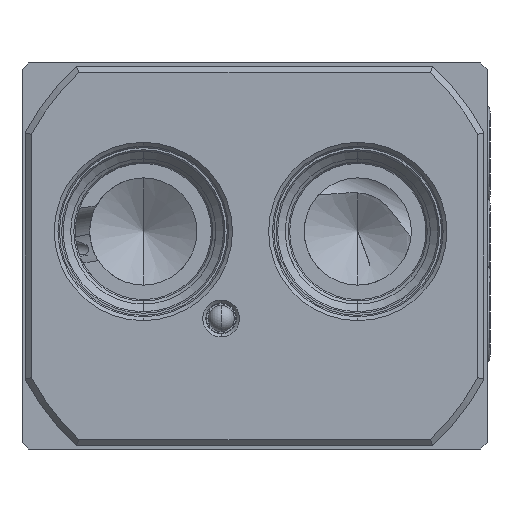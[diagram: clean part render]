
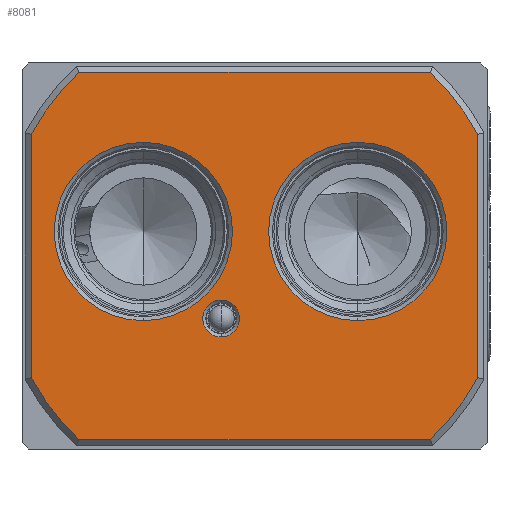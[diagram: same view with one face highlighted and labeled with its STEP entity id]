
A CAD part, left-side view. The second image highlights one B-rep face of the part: STEP entity #8081.
In plain terms, the highlighted planar face has unit normal (-1, 0, 0).
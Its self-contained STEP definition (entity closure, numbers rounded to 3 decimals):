
#101 = DIRECTION ( 'NONE',  ( 0., -1., 0. ) ) ;
#466 = DIRECTION ( 'NONE',  ( 0., 0., 1. ) ) ;
#673 = ORIENTED_EDGE ( 'NONE', *, *, #9652, .F. ) ;
#679 = AXIS2_PLACEMENT_3D ( 'NONE', #10859, #2709, #4374 ) ;
#994 = CARTESIAN_POINT ( 'NONE',  ( -70.1, 0., 0. ) ) ;
#1308 = EDGE_LOOP ( 'NONE', ( #4587, #2388 ) ) ;
#1402 = ORIENTED_EDGE ( 'NONE', *, *, #4551, .T. ) ;
#1560 = AXIS2_PLACEMENT_3D ( 'NONE', #4968, #19915, #16552 ) ;
#1840 = DIRECTION ( 'NONE',  ( 0., 0., 1. ) ) ;
#1895 = CARTESIAN_POINT ( 'NONE',  ( -70.1, -16.85, 4. ) ) ;
#2141 = ORIENTED_EDGE ( 'NONE', *, *, #16742, .T. ) ;
#2388 = ORIENTED_EDGE ( 'NONE', *, *, #8856, .F. ) ;
#2517 = VECTOR ( 'NONE', #5404, 1000. ) ;
#2709 = DIRECTION ( 'NONE',  ( -1., 0., 0. ) ) ;
#3306 = DIRECTION ( 'NONE',  ( -1., 0., 0. ) ) ;
#3490 = VERTEX_POINT ( 'NONE', #18277 ) ;
#3625 = DIRECTION ( 'NONE',  ( -1., 0., 0. ) ) ;
#3641 = FACE_BOUND ( 'NONE', #9849, .T. ) ;
#4225 = PLANE ( 'NONE',  #4363 ) ;
#4228 = EDGE_LOOP ( 'NONE', ( #10201, #17010, #7370, #19530, #2141, #11562, #19363, #1402 ) ) ;
#4363 = AXIS2_PLACEMENT_3D ( 'NONE', #15545, #10706, #19001 ) ;
#4374 = DIRECTION ( 'NONE',  ( 0., 0., 1. ) ) ;
#4416 = EDGE_CURVE ( 'NONE', #5300, #3490, #17568, .T. ) ;
#4424 = CARTESIAN_POINT ( 'NONE',  ( -70.1, 36.45, -19.841 ) ) ;
#4516 = DIRECTION ( 'NONE',  ( -1., 0., 0. ) ) ;
#4545 = CARTESIAN_POINT ( 'NONE',  ( -70.1, 0., 0. ) ) ;
#4551 = EDGE_CURVE ( 'NONE', #13508, #19754, #18325, .T. ) ;
#4587 = ORIENTED_EDGE ( 'NONE', *, *, #15636, .F. ) ;
#4668 = VECTOR ( 'NONE', #101, 1000. ) ;
#4968 = CARTESIAN_POINT ( 'NONE',  ( -70.1, 5.45, -10.2 ) ) ;
#5300 = VERTEX_POINT ( 'NONE', #13122 ) ;
#5374 = CIRCLE ( 'NONE', #11343, 14.549 ) ;
#5404 = DIRECTION ( 'NONE',  ( 0., 0., -1. ) ) ;
#5565 = CARTESIAN_POINT ( 'NONE',  ( -70.1, 29.073, 30. ) ) ;
#6497 = DIRECTION ( 'NONE',  ( 1., 0., 0. ) ) ;
#6657 = CARTESIAN_POINT ( 'NONE',  ( -70.1, 18.15, 4. ) ) ;
#6786 = CARTESIAN_POINT ( 'NONE',  ( -70.1, 18.15, 18.549 ) ) ;
#6919 = CIRCLE ( 'NONE', #18750, 14.549 ) ;
#7092 = EDGE_CURVE ( 'NONE', #19754, #5300, #18748, .T. ) ;
#7300 = DIRECTION ( 'NONE',  ( 0., 0., 1. ) ) ;
#7370 = ORIENTED_EDGE ( 'NONE', *, *, #9913, .T. ) ;
#7373 = AXIS2_PLACEMENT_3D ( 'NONE', #14746, #6497, #17922 ) ;
#7616 = DIRECTION ( 'NONE',  ( 0., 0., 1. ) ) ;
#7641 = DIRECTION ( 'NONE',  ( 0., 0., 1. ) ) ;
#7863 = VERTEX_POINT ( 'NONE', #6786 ) ;
#8081 = ADVANCED_FACE ( 'NONE', ( #3641, #10259, #21027, #19761 ), #4225, .T. ) ;
#8421 = DIRECTION ( 'NONE',  ( 0., 0., 1. ) ) ;
#8663 = VERTEX_POINT ( 'NONE', #13115 ) ;
#8856 = EDGE_CURVE ( 'NONE', #20142, #15429, #6919, .T. ) ;
#9177 = EDGE_CURVE ( 'NONE', #19654, #7863, #9462, .T. ) ;
#9418 = DIRECTION ( 'NONE',  ( -1., 0., 0. ) ) ;
#9462 = CIRCLE ( 'NONE', #17766, 14.549 ) ;
#9632 = CARTESIAN_POINT ( 'NONE',  ( -70.1, -16.85, -10.549 ) ) ;
#9652 = EDGE_CURVE ( 'NONE', #7863, #19654, #9952, .T. ) ;
#9820 = CARTESIAN_POINT ( 'NONE',  ( -70.1, -16.85, 4. ) ) ;
#9848 = AXIS2_PLACEMENT_3D ( 'NONE', #11928, #16812, #15187 ) ;
#9849 = EDGE_LOOP ( 'NONE', ( #20981, #17674 ) ) ;
#9913 = EDGE_CURVE ( 'NONE', #3490, #20579, #21237, .T. ) ;
#9952 = CIRCLE ( 'NONE', #679, 14.549 ) ;
#9997 = CARTESIAN_POINT ( 'NONE',  ( -70.1, 5.45, -13.2 ) ) ;
#10201 = ORIENTED_EDGE ( 'NONE', *, *, #7092, .T. ) ;
#10259 = FACE_OUTER_BOUND ( 'NONE', #4228, .T. ) ;
#10674 = CARTESIAN_POINT ( 'NONE',  ( -70.1, 5.45, -7.2 ) ) ;
#10706 = DIRECTION ( 'NONE',  ( -1., 0., 0. ) ) ;
#10859 = CARTESIAN_POINT ( 'NONE',  ( -70.1, 18.15, 4. ) ) ;
#10886 = DIRECTION ( 'NONE',  ( 0., 0., 1. ) ) ;
#10922 = CARTESIAN_POINT ( 'NONE',  ( -70.1, -16.85, 18.549 ) ) ;
#11343 = AXIS2_PLACEMENT_3D ( 'NONE', #9820, #11618, #1840 ) ;
#11506 = VERTEX_POINT ( 'NONE', #10674 ) ;
#11547 = VERTEX_POINT ( 'NONE', #13983 ) ;
#11562 = ORIENTED_EDGE ( 'NONE', *, *, #19970, .T. ) ;
#11618 = DIRECTION ( 'NONE',  ( -1., 0., 0. ) ) ;
#11742 = CIRCLE ( 'NONE', #7373, 3. ) ;
#11928 = CARTESIAN_POINT ( 'NONE',  ( -70.1, 0., 0. ) ) ;
#11984 = ORIENTED_EDGE ( 'NONE', *, *, #9177, .F. ) ;
#12915 = EDGE_CURVE ( 'NONE', #20579, #8663, #16222, .T. ) ;
#13041 = CARTESIAN_POINT ( 'NONE',  ( -70.1, -28.675, -30. ) ) ;
#13113 = EDGE_LOOP ( 'NONE', ( #673, #11984 ) ) ;
#13115 = CARTESIAN_POINT ( 'NONE',  ( -70.1, 36.45, 19.841 ) ) ;
#13122 = CARTESIAN_POINT ( 'NONE',  ( -70.1, -36.45, 19.841 ) ) ;
#13342 = LINE ( 'NONE', #16407, #4668 ) ;
#13508 = VERTEX_POINT ( 'NONE', #13041 ) ;
#13649 = VECTOR ( 'NONE', #10886, 1000. ) ;
#13658 = CARTESIAN_POINT ( 'NONE',  ( -70.1, -36.45, -19.841 ) ) ;
#13906 = EDGE_CURVE ( 'NONE', #14949, #11506, #15936, .T. ) ;
#13963 = EDGE_CURVE ( 'NONE', #11547, #13508, #13342, .T. ) ;
#13983 = CARTESIAN_POINT ( 'NONE',  ( -70.1, 28.675, -30. ) ) ;
#14538 = CARTESIAN_POINT ( 'NONE',  ( -70.1, 18.15, -10.549 ) ) ;
#14746 = CARTESIAN_POINT ( 'NONE',  ( -70.1, 5.45, -10.2 ) ) ;
#14949 = VERTEX_POINT ( 'NONE', #9997 ) ;
#15187 = DIRECTION ( 'NONE',  ( 0., 0., 1. ) ) ;
#15429 = VERTEX_POINT ( 'NONE', #10922 ) ;
#15545 = CARTESIAN_POINT ( 'NONE',  ( -70.1, 0., 0. ) ) ;
#15619 = EDGE_CURVE ( 'NONE', #11506, #14949, #11742, .T. ) ;
#15636 = EDGE_CURVE ( 'NONE', #15429, #20142, #5374, .T. ) ;
#15704 = CARTESIAN_POINT ( 'NONE',  ( -70.1, 0., 0. ) ) ;
#15886 = VERTEX_POINT ( 'NONE', #4424 ) ;
#15936 = CIRCLE ( 'NONE', #1560, 3. ) ;
#16109 = CARTESIAN_POINT ( 'NONE',  ( -70.1, -36.45, 20.093 ) ) ;
#16222 = CIRCLE ( 'NONE', #9848, 41.5 ) ;
#16402 = AXIS2_PLACEMENT_3D ( 'NONE', #15704, #17322, #7300 ) ;
#16407 = CARTESIAN_POINT ( 'NONE',  ( -70.1, -29.073, -30. ) ) ;
#16552 = DIRECTION ( 'NONE',  ( 0., 0., 1. ) ) ;
#16742 = EDGE_CURVE ( 'NONE', #8663, #15886, #19929, .T. ) ;
#16812 = DIRECTION ( 'NONE',  ( -1., 0., 0. ) ) ;
#17010 = ORIENTED_EDGE ( 'NONE', *, *, #4416, .T. ) ;
#17078 = DIRECTION ( 'NONE',  ( 0., 1., 0. ) ) ;
#17157 = VECTOR ( 'NONE', #17078, 1000. ) ;
#17322 = DIRECTION ( 'NONE',  ( -1., 0., 0. ) ) ;
#17568 = CIRCLE ( 'NONE', #16402, 41.5 ) ;
#17674 = ORIENTED_EDGE ( 'NONE', *, *, #13906, .T. ) ;
#17766 = AXIS2_PLACEMENT_3D ( 'NONE', #6657, #3306, #8421 ) ;
#17922 = DIRECTION ( 'NONE',  ( 0., 0., 1. ) ) ;
#18277 = CARTESIAN_POINT ( 'NONE',  ( -70.1, -28.675, 30. ) ) ;
#18325 = CIRCLE ( 'NONE', #19003, 41.5 ) ;
#18537 = AXIS2_PLACEMENT_3D ( 'NONE', #994, #4516, #7616 ) ;
#18748 = LINE ( 'NONE', #16109, #13649 ) ;
#18750 = AXIS2_PLACEMENT_3D ( 'NONE', #1895, #3625, #466 ) ;
#19001 = DIRECTION ( 'NONE',  ( 0., 0., 1. ) ) ;
#19003 = AXIS2_PLACEMENT_3D ( 'NONE', #4545, #9418, #7641 ) ;
#19012 = CIRCLE ( 'NONE', #18537, 41.5 ) ;
#19363 = ORIENTED_EDGE ( 'NONE', *, *, #13963, .T. ) ;
#19461 = CARTESIAN_POINT ( 'NONE',  ( -70.1, 28.675, 30. ) ) ;
#19530 = ORIENTED_EDGE ( 'NONE', *, *, #12915, .T. ) ;
#19654 = VERTEX_POINT ( 'NONE', #14538 ) ;
#19754 = VERTEX_POINT ( 'NONE', #13658 ) ;
#19761 = FACE_BOUND ( 'NONE', #1308, .T. ) ;
#19915 = DIRECTION ( 'NONE',  ( 1., 0., 0. ) ) ;
#19929 = LINE ( 'NONE', #20144, #2517 ) ;
#19970 = EDGE_CURVE ( 'NONE', #15886, #11547, #19012, .T. ) ;
#20142 = VERTEX_POINT ( 'NONE', #9632 ) ;
#20144 = CARTESIAN_POINT ( 'NONE',  ( -70.1, 36.45, -20.093 ) ) ;
#20579 = VERTEX_POINT ( 'NONE', #19461 ) ;
#20981 = ORIENTED_EDGE ( 'NONE', *, *, #15619, .T. ) ;
#21027 = FACE_BOUND ( 'NONE', #13113, .T. ) ;
#21237 = LINE ( 'NONE', #5565, #17157 ) ;
